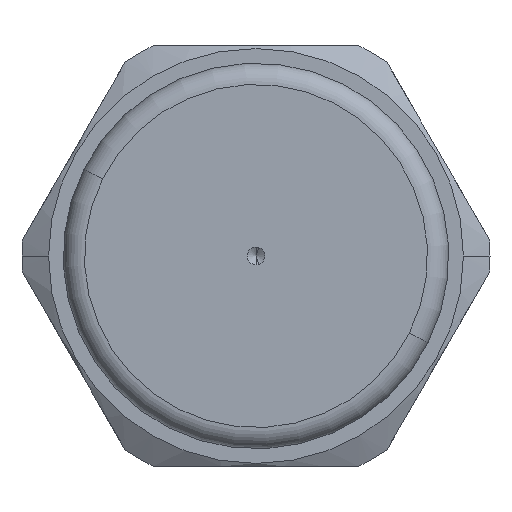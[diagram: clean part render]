
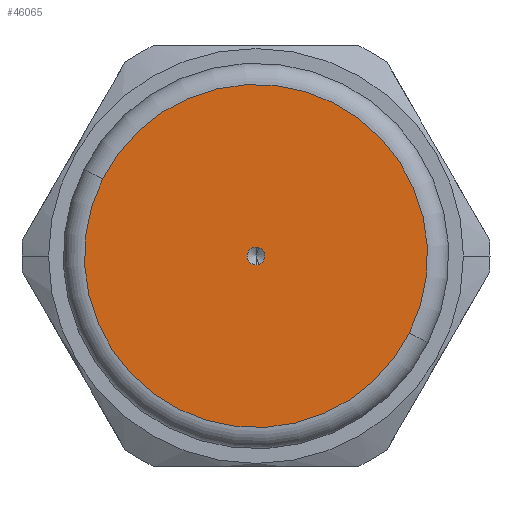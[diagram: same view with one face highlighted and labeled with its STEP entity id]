
A CAD part, left-side view. The second image highlights one B-rep face of the part: STEP entity #46065.
In plain terms, the highlighted planar face has unit normal (-1, 0, 0).
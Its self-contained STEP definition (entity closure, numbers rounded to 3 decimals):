
#233 = CARTESIAN_POINT ( 'NONE',  ( -23., -0.536, -0.27 ) ) ;
#387 = AXIS2_PLACEMENT_3D ( 'NONE', #233, #29881, #41830 ) ;
#3668 = CARTESIAN_POINT ( 'NONE',  ( -23., 0., 0. ) ) ;
#3836 = CARTESIAN_POINT ( 'NONE',  ( -23., 0., 0. ) ) ;
#3857 = DIRECTION ( 'NONE',  ( 1., 0., 0. ) ) ;
#8772 = CARTESIAN_POINT ( 'NONE',  ( -23., 10.411, 5.246 ) ) ;
#10793 = CARTESIAN_POINT ( 'NONE',  ( -23., -0.536, -0.27 ) ) ;
#11104 = FACE_OUTER_BOUND ( 'NONE', #45097, .T. ) ;
#11210 = CIRCLE ( 'NONE', #26850, 0.6 ) ;
#11861 = VERTEX_POINT ( 'NONE', #48484 ) ;
#13583 = CARTESIAN_POINT ( 'NONE',  ( -23., 0., 0. ) ) ;
#13966 = AXIS2_PLACEMENT_3D ( 'NONE', #3668, #3857, #54469 ) ;
#16276 = AXIS2_PLACEMENT_3D ( 'NONE', #35719, #23604, #32198 ) ;
#17176 = AXIS2_PLACEMENT_3D ( 'NONE', #13583, #38055, #21341 ) ;
#20397 = ORIENTED_EDGE ( 'NONE', *, *, #32902, .T. ) ;
#21061 = ORIENTED_EDGE ( 'NONE', *, *, #30831, .F. ) ;
#21341 = DIRECTION ( 'NONE',  ( 0., -0.893, -0.45 ) ) ;
#21749 = EDGE_CURVE ( 'NONE', #22854, #39402, #11210, .T. ) ;
#22076 = EDGE_LOOP ( 'NONE', ( #51489, #20397 ) ) ;
#22356 = CIRCLE ( 'NONE', #16276, 11.658 ) ;
#22854 = VERTEX_POINT ( 'NONE', #10793 ) ;
#23525 = EDGE_CURVE ( 'NONE', #27923, #11861, #22356, .T. ) ;
#23604 = DIRECTION ( 'NONE',  ( 1., 0., 0. ) ) ;
#25583 = DIRECTION ( 'NONE',  ( 1., 0., 0. ) ) ;
#26027 = CIRCLE ( 'NONE', #17176, 0.6 ) ;
#26850 = AXIS2_PLACEMENT_3D ( 'NONE', #3836, #25583, #33291 ) ;
#27923 = VERTEX_POINT ( 'NONE', #8772 ) ;
#29881 = DIRECTION ( 'NONE',  ( -1., 0., 0. ) ) ;
#30666 = CIRCLE ( 'NONE', #13966, 11.658 ) ;
#30831 = EDGE_CURVE ( 'NONE', #11861, #27923, #30666, .T. ) ;
#32198 = DIRECTION ( 'NONE',  ( 0., -0.893, -0.45 ) ) ;
#32902 = EDGE_CURVE ( 'NONE', #39402, #22854, #26027, .T. ) ;
#33291 = DIRECTION ( 'NONE',  ( 0., -0.893, -0.45 ) ) ;
#35719 = CARTESIAN_POINT ( 'NONE',  ( -23., 0., 0. ) ) ;
#37477 = FACE_BOUND ( 'NONE', #22076, .T. ) ;
#38055 = DIRECTION ( 'NONE',  ( 1., 0., 0. ) ) ;
#39402 = VERTEX_POINT ( 'NONE', #50288 ) ;
#41830 = DIRECTION ( 'NONE',  ( 0., 0.893, 0.45 ) ) ;
#45097 = EDGE_LOOP ( 'NONE', ( #21061, #49987 ) ) ;
#46065 = ADVANCED_FACE ( 'NONE', ( #37477, #11104 ), #50469, .T. ) ;
#48484 = CARTESIAN_POINT ( 'NONE',  ( -23., -10.411, -5.246 ) ) ;
#49987 = ORIENTED_EDGE ( 'NONE', *, *, #23525, .F. ) ;
#50288 = CARTESIAN_POINT ( 'NONE',  ( -23., 0.536, 0.27 ) ) ;
#50469 = PLANE ( 'NONE',  #387 ) ;
#51489 = ORIENTED_EDGE ( 'NONE', *, *, #21749, .T. ) ;
#54469 = DIRECTION ( 'NONE',  ( 0., -0.893, -0.45 ) ) ;
